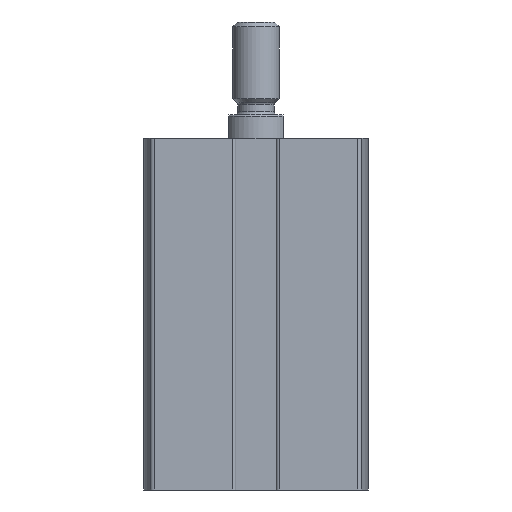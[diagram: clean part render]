
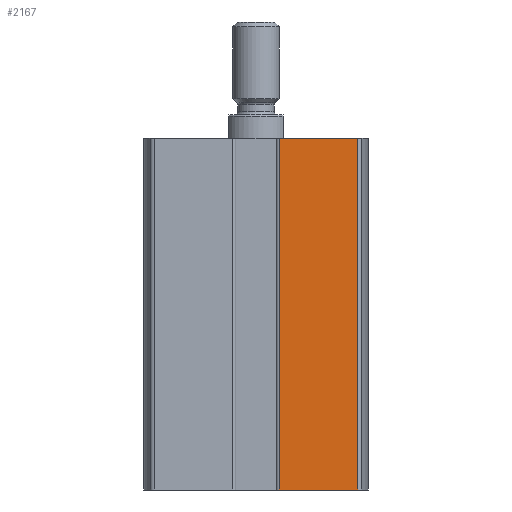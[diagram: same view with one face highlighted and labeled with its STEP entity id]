
A CAD part, front view. The second image highlights one B-rep face of the part: STEP entity #2167.
In plain terms, the highlighted planar face has unit normal (0, -1, 0).
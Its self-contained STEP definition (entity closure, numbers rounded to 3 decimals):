
#281=ORIENTED_EDGE('',*,*,#867,.T.);
#282=ORIENTED_EDGE('',*,*,#868,.F.);
#283=ORIENTED_EDGE('',*,*,#869,.F.);
#284=ORIENTED_EDGE('',*,*,#870,.T.);
#867=EDGE_CURVE('',#1160,#1161,#1381,.T.);
#868=EDGE_CURVE('',#1162,#1161,#1382,.T.);
#869=EDGE_CURVE('',#1163,#1162,#1383,.T.);
#870=EDGE_CURVE('',#1163,#1160,#1384,.T.);
#1160=VERTEX_POINT('',#3407);
#1161=VERTEX_POINT('',#3408);
#1162=VERTEX_POINT('',#3410);
#1163=VERTEX_POINT('',#3412);
#1381=LINE('',#3406,#1515);
#1382=LINE('',#3409,#1516);
#1383=LINE('',#3411,#1517);
#1384=LINE('',#3413,#1518);
#1515=VECTOR('',#2657,1000.);
#1516=VECTOR('',#2658,1000.);
#1517=VECTOR('',#2659,1000.);
#1518=VECTOR('',#2660,1000.);
#1646=EDGE_LOOP('',(#281,#282,#283,#284));
#1876=FACE_BOUND('',#1646,.T.);
#2106=PLANE('',#2342);
#2167=ADVANCED_FACE('',(#1876),#2106,.F.);
#2342=AXIS2_PLACEMENT_3D('',#3405,#2655,#2656);
#2655=DIRECTION('',(0.,1.,0.));
#2656=DIRECTION('',(0.,0.,1.));
#2657=DIRECTION('',(1.,0.,0.));
#2658=DIRECTION('',(0.,0.,-1.));
#2659=DIRECTION('',(1.,0.,0.));
#2660=DIRECTION('',(0.,0.,-1.));
#3405=CARTESIAN_POINT('',(-13.129,-14.5,45.5));
#3406=CARTESIAN_POINT('',(-13.129,-14.5,0.));
#3407=CARTESIAN_POINT('',(3.,-14.5,0.));
#3408=CARTESIAN_POINT('',(13.129,-14.5,0.));
#3409=CARTESIAN_POINT('',(13.129,-14.5,45.5));
#3410=CARTESIAN_POINT('',(13.129,-14.5,45.5));
#3411=CARTESIAN_POINT('',(-13.129,-14.5,45.5));
#3412=CARTESIAN_POINT('',(3.,-14.5,45.5));
#3413=CARTESIAN_POINT('',(3.,-14.5,45.5));
